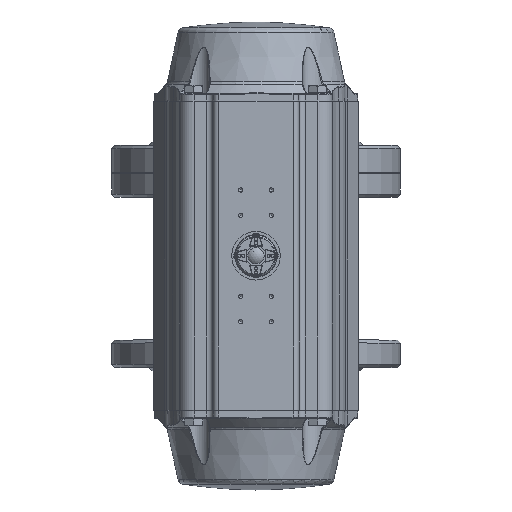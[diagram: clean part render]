
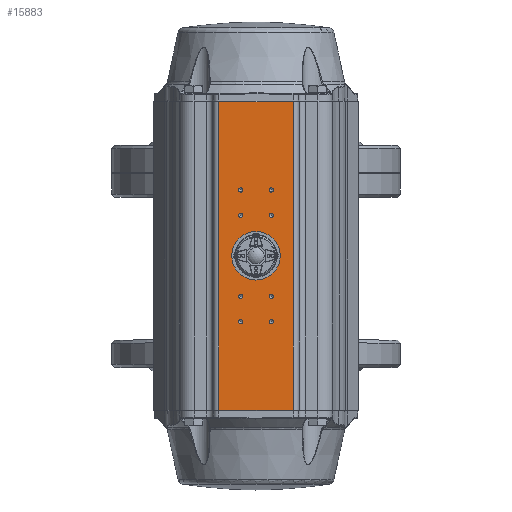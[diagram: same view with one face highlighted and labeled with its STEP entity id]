
A CAD part, top view. The second image highlights one B-rep face of the part: STEP entity #15883.
In plain terms, the highlighted face is planar.
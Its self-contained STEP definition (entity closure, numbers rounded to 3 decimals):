
#1210=LINE('',#36541,#1957);
#1211=LINE('',#36544,#1958);
#1212=LINE('',#36546,#1959);
#1213=LINE('',#36548,#1960);
#1957=VECTOR('',#21470,1000.);
#1958=VECTOR('',#21471,1000.);
#1959=VECTOR('',#21472,1000.);
#1960=VECTOR('',#21473,1000.);
#2345=PLANE('',#17608);
#6397=ORIENTED_EDGE('',*,*,#8848,.F.);
#6398=ORIENTED_EDGE('',*,*,#8849,.T.);
#6399=ORIENTED_EDGE('',*,*,#8850,.T.);
#6400=ORIENTED_EDGE('',*,*,#8851,.T.);
#6401=ORIENTED_EDGE('',*,*,#7924,.F.);
#6402=ORIENTED_EDGE('',*,*,#7922,.F.);
#6403=ORIENTED_EDGE('',*,*,#7920,.F.);
#6404=ORIENTED_EDGE('',*,*,#7918,.F.);
#6405=ORIENTED_EDGE('',*,*,#7916,.F.);
#6406=ORIENTED_EDGE('',*,*,#7914,.F.);
#6407=ORIENTED_EDGE('',*,*,#7912,.F.);
#6408=ORIENTED_EDGE('',*,*,#7910,.F.);
#6409=ORIENTED_EDGE('',*,*,#8088,.F.);
#7910=EDGE_CURVE('',#9721,#9721,#10809,.T.);
#7912=EDGE_CURVE('',#9724,#9724,#10811,.T.);
#7914=EDGE_CURVE('',#9727,#9727,#10813,.T.);
#7916=EDGE_CURVE('',#9730,#9730,#10815,.T.);
#7918=EDGE_CURVE('',#9733,#9733,#10817,.T.);
#7920=EDGE_CURVE('',#9736,#9736,#10819,.T.);
#7922=EDGE_CURVE('',#9739,#9739,#10821,.T.);
#7924=EDGE_CURVE('',#9742,#9742,#10823,.T.);
#8088=EDGE_CURVE('',#9907,#9907,#10915,.T.);
#8848=EDGE_CURVE('',#10309,#10310,#1210,.T.);
#8849=EDGE_CURVE('',#10309,#10311,#1211,.T.);
#8850=EDGE_CURVE('',#10311,#10312,#1212,.T.);
#8851=EDGE_CURVE('',#10312,#10310,#1213,.T.);
#9721=VERTEX_POINT('',#26345);
#9724=VERTEX_POINT('',#26352);
#9727=VERTEX_POINT('',#26359);
#9730=VERTEX_POINT('',#26366);
#9733=VERTEX_POINT('',#26373);
#9736=VERTEX_POINT('',#26380);
#9739=VERTEX_POINT('',#26387);
#9742=VERTEX_POINT('',#26394);
#9907=VERTEX_POINT('',#28337);
#10309=VERTEX_POINT('',#36542);
#10310=VERTEX_POINT('',#36543);
#10311=VERTEX_POINT('',#36545);
#10312=VERTEX_POINT('',#36547);
#10809=CIRCLE('',#16859,2.1);
#10811=CIRCLE('',#16863,2.1);
#10813=CIRCLE('',#16867,2.1);
#10815=CIRCLE('',#16871,2.1);
#10817=CIRCLE('',#16875,2.1);
#10819=CIRCLE('',#16879,2.1);
#10821=CIRCLE('',#16883,2.1);
#10823=CIRCLE('',#16887,2.1);
#10915=CIRCLE('',#17034,23.9);
#12361=EDGE_LOOP('',(#6397,#6398,#6399,#6400));
#12362=EDGE_LOOP('',(#6401));
#12363=EDGE_LOOP('',(#6402));
#12364=EDGE_LOOP('',(#6403));
#12365=EDGE_LOOP('',(#6404));
#12366=EDGE_LOOP('',(#6405));
#12367=EDGE_LOOP('',(#6406));
#12368=EDGE_LOOP('',(#6407));
#12369=EDGE_LOOP('',(#6408));
#12370=EDGE_LOOP('',(#6409));
#13583=FACE_BOUND('',#12361,.T.);
#13584=FACE_BOUND('',#12362,.T.);
#13585=FACE_BOUND('',#12363,.T.);
#13586=FACE_BOUND('',#12364,.T.);
#13587=FACE_BOUND('',#12365,.T.);
#13588=FACE_BOUND('',#12366,.T.);
#13589=FACE_BOUND('',#12367,.T.);
#13590=FACE_BOUND('',#12368,.T.);
#13591=FACE_BOUND('',#12369,.T.);
#13592=FACE_BOUND('',#12370,.T.);
#15883=ADVANCED_FACE('',(#13583,#13584,#13585,#13586,#13587,#13588,#13589,
#13590,#13591,#13592),#2345,.T.);
#16859=AXIS2_PLACEMENT_3D('',#26344,#19786,#19787);
#16863=AXIS2_PLACEMENT_3D('',#26351,#19794,#19795);
#16867=AXIS2_PLACEMENT_3D('',#26358,#19802,#19803);
#16871=AXIS2_PLACEMENT_3D('',#26365,#19810,#19811);
#16875=AXIS2_PLACEMENT_3D('',#26372,#19818,#19819);
#16879=AXIS2_PLACEMENT_3D('',#26379,#19826,#19827);
#16883=AXIS2_PLACEMENT_3D('',#26386,#19834,#19835);
#16887=AXIS2_PLACEMENT_3D('',#26393,#19842,#19843);
#17034=AXIS2_PLACEMENT_3D('',#28336,#20148,#20149);
#17608=AXIS2_PLACEMENT_3D('',#36540,#21468,#21469);
#19786=DIRECTION('',(0.,1.,0.));
#19787=DIRECTION('',(0.,0.,1.));
#19794=DIRECTION('',(0.,1.,0.));
#19795=DIRECTION('',(0.,0.,1.));
#19802=DIRECTION('',(0.,1.,0.));
#19803=DIRECTION('',(0.,0.,1.));
#19810=DIRECTION('',(0.,1.,0.));
#19811=DIRECTION('',(0.,0.,1.));
#19818=DIRECTION('',(0.,1.,0.));
#19819=DIRECTION('',(0.,0.,1.));
#19826=DIRECTION('',(0.,1.,0.));
#19827=DIRECTION('',(0.,0.,1.));
#19834=DIRECTION('',(0.,1.,0.));
#19835=DIRECTION('',(0.,0.,1.));
#19842=DIRECTION('',(0.,1.,0.));
#19843=DIRECTION('',(0.,0.,1.));
#20148=DIRECTION('',(0.,1.,0.));
#20149=DIRECTION('',(-1.,0.,0.));
#21468=DIRECTION('',(0.,1.,0.));
#21469=DIRECTION('',(1.,0.,0.));
#21470=DIRECTION('',(0.,0.,-1.));
#21471=DIRECTION('',(1.,0.,0.));
#21472=DIRECTION('',(0.,0.,-1.));
#21473=DIRECTION('',(-1.,0.,0.));
#26344=CARTESIAN_POINT('',(-15.,98.,-65.));
#26345=CARTESIAN_POINT('',(-15.,98.,-62.9));
#26351=CARTESIAN_POINT('',(-15.,98.,-40.));
#26352=CARTESIAN_POINT('',(-15.,98.,-37.9));
#26358=CARTESIAN_POINT('',(15.,98.,-65.));
#26359=CARTESIAN_POINT('',(15.,98.,-62.9));
#26365=CARTESIAN_POINT('',(15.,98.,-40.));
#26366=CARTESIAN_POINT('',(15.,98.,-37.9));
#26372=CARTESIAN_POINT('',(-15.,98.,40.));
#26373=CARTESIAN_POINT('',(-15.,98.,42.1));
#26379=CARTESIAN_POINT('',(-15.,98.,65.));
#26380=CARTESIAN_POINT('',(-15.,98.,67.1));
#26386=CARTESIAN_POINT('',(15.,98.,65.));
#26387=CARTESIAN_POINT('',(15.,98.,67.1));
#26393=CARTESIAN_POINT('',(15.,98.,40.));
#26394=CARTESIAN_POINT('',(15.,98.,42.1));
#28336=CARTESIAN_POINT('',(0.,98.,0.));
#28337=CARTESIAN_POINT('',(-23.9,98.,0.));
#36540=CARTESIAN_POINT('',(0.,98.,152.75));
#36541=CARTESIAN_POINT('',(-36.52,98.,152.75));
#36542=CARTESIAN_POINT('',(-36.52,98.,152.25));
#36543=CARTESIAN_POINT('',(-36.52,98.,-152.25));
#36544=CARTESIAN_POINT('',(0.,98.,152.25));
#36545=CARTESIAN_POINT('',(36.52,98.,152.25));
#36546=CARTESIAN_POINT('',(36.52,98.,152.75));
#36547=CARTESIAN_POINT('',(36.52,98.,-152.25));
#36548=CARTESIAN_POINT('',(-36.52,98.,-152.25));
